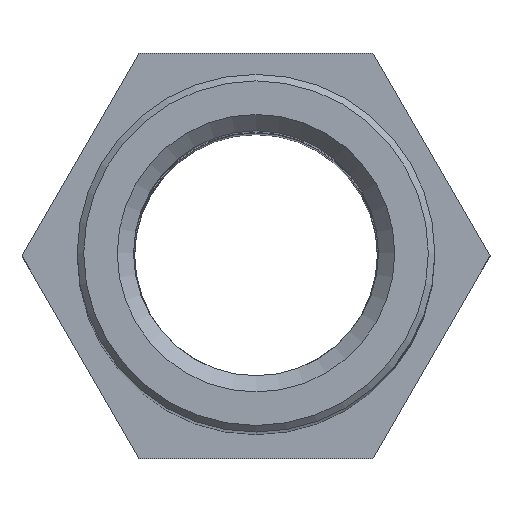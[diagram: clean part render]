
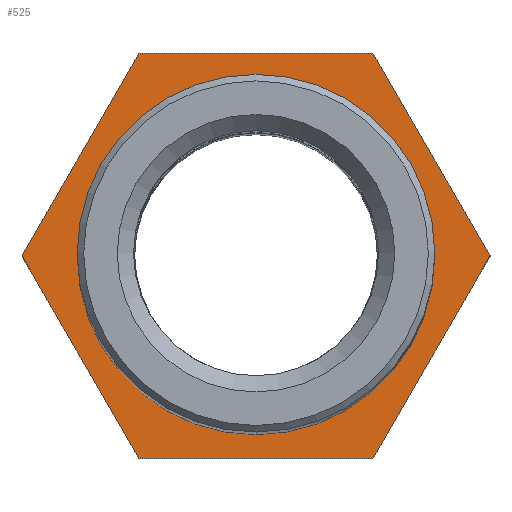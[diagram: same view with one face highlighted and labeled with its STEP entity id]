
A CAD part, top view. The second image highlights one B-rep face of the part: STEP entity #525.
In plain terms, the highlighted planar face has unit normal (0, 0, 1).
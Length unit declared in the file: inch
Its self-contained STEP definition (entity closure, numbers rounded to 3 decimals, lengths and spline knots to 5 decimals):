
#443=CARTESIAN_POINT('',(0.0,-0.0625,0.025));
#444=VERTEX_POINT('',#443);
#445=CARTESIAN_POINT('',(0.0,0.0,0.025));
#446=DIRECTION('',(0.0,0.0,-1.0));
#447=DIRECTION('',(0.0,-1.0,0.0));
#448=AXIS2_PLACEMENT_3D('',#445,#446,#447);
#449=CIRCLE('',#448,0.0625);
#450=EDGE_CURVE('',#444,#444,#449,.T.);
#467=CARTESIAN_POINT('',(0.,0.,0.025));
#468=DIRECTION('',(0.0,0.0,1.0));
#469=DIRECTION('',(1.0,0.0,0.0));
#470=AXIS2_PLACEMENT_3D('',#467,#468,#469);
#471=PLANE('',#470);
#472=CARTESIAN_POINT('',(-0.05398,0.0935,0.025));
#473=VERTEX_POINT('',#472);
#474=CARTESIAN_POINT('',(0.05398,0.0935,0.025));
#475=VERTEX_POINT('',#474);
#476=CARTESIAN_POINT('',(-0.05398,0.0935,0.025));
#477=DIRECTION('',(1.0,0.0,0.0));
#478=VECTOR('',#477,0.10796);
#479=LINE('',#476,#478);
#480=EDGE_CURVE('',#473,#475,#479,.T.);
#481=ORIENTED_EDGE('',*,*,#480,.F.);
#482=CARTESIAN_POINT('',(-0.10796,0.,0.025));
#483=VERTEX_POINT('',#482);
#484=CARTESIAN_POINT('',(-0.10796,0.,0.025));
#485=DIRECTION('',(0.5,0.866,0.0));
#486=VECTOR('',#485,0.10796);
#487=LINE('',#484,#486);
#488=EDGE_CURVE('',#483,#473,#487,.T.);
#489=ORIENTED_EDGE('',*,*,#488,.F.);
#490=CARTESIAN_POINT('',(-0.05398,-0.0935,0.025));
#491=VERTEX_POINT('',#490);
#492=CARTESIAN_POINT('',(-0.05398,-0.0935,0.025));
#493=DIRECTION('',(-0.5,0.866,0.0));
#494=VECTOR('',#493,0.10796);
#495=LINE('',#492,#494);
#496=EDGE_CURVE('',#491,#483,#495,.T.);
#497=ORIENTED_EDGE('',*,*,#496,.F.);
#498=CARTESIAN_POINT('',(0.05398,-0.0935,0.025));
#499=VERTEX_POINT('',#498);
#500=CARTESIAN_POINT('',(0.05398,-0.0935,0.025));
#501=DIRECTION('',(-1.0,0.0,0.0));
#502=VECTOR('',#501,0.10796);
#503=LINE('',#500,#502);
#504=EDGE_CURVE('',#499,#491,#503,.T.);
#505=ORIENTED_EDGE('',*,*,#504,.F.);
#506=CARTESIAN_POINT('',(0.10796,0.,0.025));
#507=VERTEX_POINT('',#506);
#508=CARTESIAN_POINT('',(0.10796,0.,0.025));
#509=DIRECTION('',(-0.5,-0.866,0.0));
#510=VECTOR('',#509,0.10796);
#511=LINE('',#508,#510);
#512=EDGE_CURVE('',#507,#499,#511,.T.);
#513=ORIENTED_EDGE('',*,*,#512,.F.);
#514=CARTESIAN_POINT('',(0.05398,0.0935,0.025));
#515=DIRECTION('',(0.5,-0.866,0.0));
#516=VECTOR('',#515,0.10796);
#517=LINE('',#514,#516);
#518=EDGE_CURVE('',#475,#507,#517,.T.);
#519=ORIENTED_EDGE('',*,*,#518,.F.);
#520=EDGE_LOOP('',(#481,#489,#497,#505,#513,#519));
#521=FACE_OUTER_BOUND('',#520,.T.);
#522=ORIENTED_EDGE('',*,*,#450,.T.);
#523=EDGE_LOOP('',(#522));
#524=FACE_BOUND('',#523,.T.);
#525=ADVANCED_FACE('',(#521,#524),#471,.T.);
